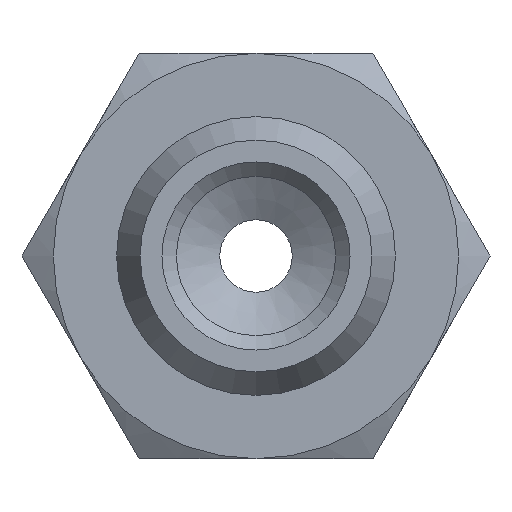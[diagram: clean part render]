
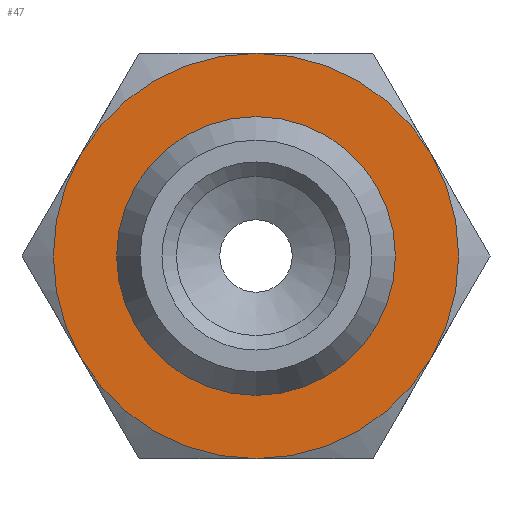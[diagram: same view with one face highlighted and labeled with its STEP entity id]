
A CAD part, front view. The second image highlights one B-rep face of the part: STEP entity #47.
In plain terms, the highlighted planar face has unit normal (0, -1, 0).
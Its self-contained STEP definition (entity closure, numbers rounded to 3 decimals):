
#47 = ADVANCED_FACE ( 'NONE', ( #705, #792 ), #118, .T. ) ;
#97 = CARTESIAN_POINT ( 'NONE',  ( 0., 6., -4.815 ) ) ;
#114 = DIRECTION ( 'NONE',  ( 0., 0., 1. ) ) ;
#118 = PLANE ( 'NONE',  #486 ) ;
#138 = CARTESIAN_POINT ( 'NONE',  ( -7.084, 6., 7.084 ) ) ;
#163 = DIRECTION ( 'NONE',  ( 0., -1., 0. ) ) ;
#164 = DIRECTION ( 'NONE',  ( 0., 0., -1. ) ) ;
#168 = CARTESIAN_POINT ( 'NONE',  ( 6.062, 6., 3.5 ) ) ;
#216 = DIRECTION ( 'NONE',  ( 0., 0., -1. ) ) ;
#217 = DIRECTION ( 'NONE',  ( 0., 1., 0. ) ) ;
#220 = DIRECTION ( 'NONE',  ( 0., 0., 1. ) ) ;
#228 = CARTESIAN_POINT ( 'NONE',  ( 0., 6., 0. ) ) ;
#241 = DIRECTION ( 'NONE',  ( 0., -1., 0. ) ) ;
#253 = CARTESIAN_POINT ( 'NONE',  ( -6.062, 6., 3.5 ) ) ;
#269 = DIRECTION ( 'NONE',  ( 0., 0., 1. ) ) ;
#280 = DIRECTION ( 'NONE',  ( 0., -1., 0. ) ) ;
#288 = DIRECTION ( 'NONE',  ( 0., 0., 1. ) ) ;
#303 = CARTESIAN_POINT ( 'NONE',  ( 0., 6., 0. ) ) ;
#305 = CARTESIAN_POINT ( 'NONE',  ( -6.062, 6., -3.5 ) ) ;
#310 = CARTESIAN_POINT ( 'NONE',  ( 0., 6., 0. ) ) ;
#320 = DIRECTION ( 'NONE',  ( 0., -1., 0. ) ) ;
#328 = CARTESIAN_POINT ( 'NONE',  ( 0., 6., -7. ) ) ;
#350 = CARTESIAN_POINT ( 'NONE',  ( 0., 6., 0. ) ) ;
#378 = DIRECTION ( 'NONE',  ( 0., -1., 0. ) ) ;
#379 = CARTESIAN_POINT ( 'NONE',  ( 0., 6., 0. ) ) ;
#390 = DIRECTION ( 'NONE',  ( 0., -1., 0. ) ) ;
#406 = DIRECTION ( 'NONE',  ( 0., 0., 1. ) ) ;
#407 = CARTESIAN_POINT ( 'NONE',  ( 0., 6., 0. ) ) ;
#416 = CARTESIAN_POINT ( 'NONE',  ( 0., 6., 0. ) ) ;
#418 = DIRECTION ( 'NONE',  ( 0., -1., 0. ) ) ;
#429 = DIRECTION ( 'NONE',  ( 0., 0., 1. ) ) ;
#432 = CARTESIAN_POINT ( 'NONE',  ( 6.062, 6., -3.5 ) ) ;
#435 = CARTESIAN_POINT ( 'NONE',  ( 0., 6., 7. ) ) ;
#456 = EDGE_CURVE ( 'NONE', #868, #874, #625, .T. ) ;
#486 = AXIS2_PLACEMENT_3D ( 'NONE', #138, #163, #164 ) ;
#509 = EDGE_CURVE ( 'NONE', #586, #586, #617, .T. ) ;
#511 = AXIS2_PLACEMENT_3D ( 'NONE', #303, #280, #406 ) ;
#512 = AXIS2_PLACEMENT_3D ( 'NONE', #350, #241, #114 ) ;
#518 = EDGE_CURVE ( 'NONE', #692, #868, #615, .T. ) ;
#530 = AXIS2_PLACEMENT_3D ( 'NONE', #310, #418, #429 ) ;
#540 = EDGE_CURVE ( 'NONE', #874, #700, #605, .T. ) ;
#543 = EDGE_CURVE ( 'NONE', #699, #693, #612, .T. ) ;
#544 = EDGE_CURVE ( 'NONE', #700, #699, #602, .T. ) ;
#546 = EDGE_CURVE ( 'NONE', #693, #692, #600, .T. ) ;
#554 = AXIS2_PLACEMENT_3D ( 'NONE', #379, #320, #269 ) ;
#555 = AXIS2_PLACEMENT_3D ( 'NONE', #228, #378, #288 ) ;
#557 = AXIS2_PLACEMENT_3D ( 'NONE', #416, #390, #220 ) ;
#560 = AXIS2_PLACEMENT_3D ( 'NONE', #407, #217, #216 ) ;
#586 = VERTEX_POINT ( 'NONE', #97 ) ;
#600 = CIRCLE ( 'NONE', #511, 7. ) ;
#602 = CIRCLE ( 'NONE', #512, 7. ) ;
#605 = CIRCLE ( 'NONE', #554, 7. ) ;
#612 = CIRCLE ( 'NONE', #530, 7. ) ;
#615 = CIRCLE ( 'NONE', #555, 7. ) ;
#617 = CIRCLE ( 'NONE', #560, 4.815 ) ;
#625 = CIRCLE ( 'NONE', #557, 7. ) ;
#675 = ORIENTED_EDGE ( 'NONE', *, *, #543, .T. ) ;
#692 = VERTEX_POINT ( 'NONE', #435 ) ;
#693 = VERTEX_POINT ( 'NONE', #168 ) ;
#699 = VERTEX_POINT ( 'NONE', #432 ) ;
#700 = VERTEX_POINT ( 'NONE', #328 ) ;
#705 = FACE_BOUND ( 'NONE', #750, .T. ) ;
#750 = EDGE_LOOP ( 'NONE', ( #819 ) ) ;
#766 = EDGE_LOOP ( 'NONE', ( #802, #854, #857, #675, #842, #829 ) ) ;
#792 = FACE_OUTER_BOUND ( 'NONE', #766, .T. ) ;
#802 = ORIENTED_EDGE ( 'NONE', *, *, #456, .T. ) ;
#819 = ORIENTED_EDGE ( 'NONE', *, *, #509, .T. ) ;
#829 = ORIENTED_EDGE ( 'NONE', *, *, #518, .T. ) ;
#842 = ORIENTED_EDGE ( 'NONE', *, *, #546, .T. ) ;
#854 = ORIENTED_EDGE ( 'NONE', *, *, #540, .T. ) ;
#857 = ORIENTED_EDGE ( 'NONE', *, *, #544, .T. ) ;
#868 = VERTEX_POINT ( 'NONE', #253 ) ;
#874 = VERTEX_POINT ( 'NONE', #305 ) ;
